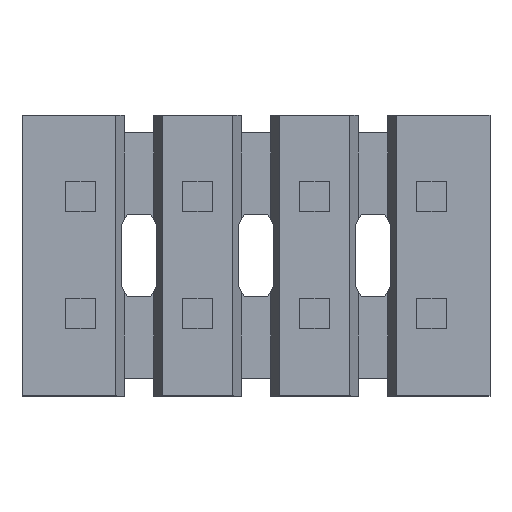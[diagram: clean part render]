
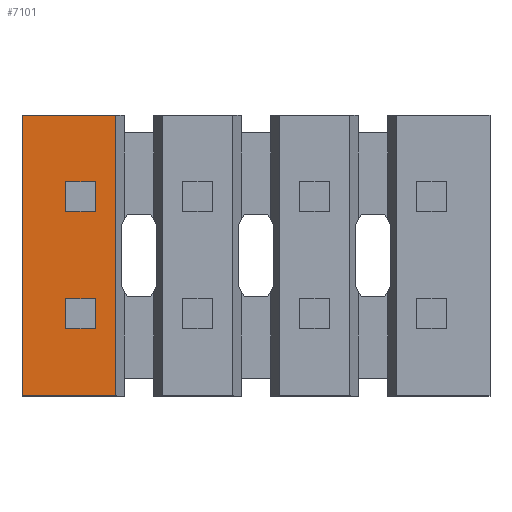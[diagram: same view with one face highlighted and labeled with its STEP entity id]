
A CAD part, top view. The second image highlights one B-rep face of the part: STEP entity #7101.
In plain terms, the highlighted planar face has unit normal (0, 0, 1).
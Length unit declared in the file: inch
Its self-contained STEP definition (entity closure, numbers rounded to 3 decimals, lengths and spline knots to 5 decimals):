
#223=PLANE('',#7560);
#1753=ORIENTED_EDGE('',*,*,#3247,.F.);
#1754=ORIENTED_EDGE('',*,*,#3248,.F.);
#1755=ORIENTED_EDGE('',*,*,#3249,.F.);
#1756=ORIENTED_EDGE('',*,*,#3250,.F.);
#1757=ORIENTED_EDGE('',*,*,#3251,.F.);
#1758=ORIENTED_EDGE('',*,*,#3252,.F.);
#1759=ORIENTED_EDGE('',*,*,#3253,.F.);
#1760=ORIENTED_EDGE('',*,*,#3254,.F.);
#1761=ORIENTED_EDGE('',*,*,#3144,.T.);
#1762=ORIENTED_EDGE('',*,*,#3255,.T.);
#1763=ORIENTED_EDGE('',*,*,#2999,.T.);
#1764=ORIENTED_EDGE('',*,*,#3256,.T.);
#2999=EDGE_CURVE('',#3864,#3863,#4625,.T.);
#3144=EDGE_CURVE('',#3982,#3981,#4767,.T.);
#3247=EDGE_CURVE('',#4045,#4046,#4869,.T.);
#3248=EDGE_CURVE('',#4047,#4045,#4870,.T.);
#3249=EDGE_CURVE('',#4048,#4047,#4871,.T.);
#3250=EDGE_CURVE('',#4046,#4048,#4872,.T.);
#3251=EDGE_CURVE('',#4049,#4050,#4873,.T.);
#3252=EDGE_CURVE('',#4051,#4049,#4874,.T.);
#3253=EDGE_CURVE('',#4052,#4051,#4875,.T.);
#3254=EDGE_CURVE('',#4050,#4052,#4876,.T.);
#3255=EDGE_CURVE('',#3981,#3864,#4877,.T.);
#3256=EDGE_CURVE('',#3863,#3982,#4878,.T.);
#3863=VERTEX_POINT('',#10621);
#3864=VERTEX_POINT('',#10623);
#3981=VERTEX_POINT('',#10909);
#3982=VERTEX_POINT('',#10911);
#4045=VERTEX_POINT('',#11101);
#4046=VERTEX_POINT('',#11102);
#4047=VERTEX_POINT('',#11104);
#4048=VERTEX_POINT('',#11106);
#4049=VERTEX_POINT('',#11109);
#4050=VERTEX_POINT('',#11110);
#4051=VERTEX_POINT('',#11112);
#4052=VERTEX_POINT('',#11114);
#4625=LINE('',#10622,#5557);
#4767=LINE('',#10910,#5699);
#4869=LINE('',#11100,#5801);
#4870=LINE('',#11103,#5802);
#4871=LINE('',#11105,#5803);
#4872=LINE('',#11107,#5804);
#4873=LINE('',#11108,#5805);
#4874=LINE('',#11111,#5806);
#4875=LINE('',#11113,#5807);
#4876=LINE('',#11115,#5808);
#4877=LINE('',#11116,#5809);
#4878=LINE('',#11117,#5810);
#5557=VECTOR('',#8661,39.37008);
#5699=VECTOR('',#8859,39.37008);
#5801=VECTOR('',#9011,39.37008);
#5802=VECTOR('',#9012,39.37008);
#5803=VECTOR('',#9013,39.37008);
#5804=VECTOR('',#9014,39.37008);
#5805=VECTOR('',#9015,39.37008);
#5806=VECTOR('',#9016,39.37008);
#5807=VECTOR('',#9017,39.37008);
#5808=VECTOR('',#9018,39.37008);
#5809=VECTOR('',#9019,39.37008);
#5810=VECTOR('',#9020,39.37008);
#6279=EDGE_LOOP('',(#1753,#1754,#1755,#1756));
#6280=EDGE_LOOP('',(#1757,#1758,#1759,#1760));
#6281=EDGE_LOOP('',(#1761,#1762,#1763,#1764));
#6679=FACE_BOUND('',#6279,.T.);
#6680=FACE_BOUND('',#6280,.T.);
#6681=FACE_BOUND('',#6281,.T.);
#7101=ADVANCED_FACE('',(#6679,#6680,#6681),#223,.T.);
#7560=AXIS2_PLACEMENT_3D('',#11099,#9009,#9010);
#8661=DIRECTION('',(-1.,0.,0.));
#8859=DIRECTION('',(1.,0.,0.));
#9009=DIRECTION('',(0.,0.,1.));
#9010=DIRECTION('',(1.,0.,0.));
#9011=DIRECTION('',(-1.,0.,0.));
#9012=DIRECTION('',(0.,1.,0.));
#9013=DIRECTION('',(1.,0.,0.));
#9014=DIRECTION('',(0.,-1.,0.));
#9015=DIRECTION('',(-1.,0.,0.));
#9016=DIRECTION('',(0.,1.,0.));
#9017=DIRECTION('',(1.,0.,0.));
#9018=DIRECTION('',(0.,-1.,0.));
#9019=DIRECTION('',(0.,1.,0.));
#9020=DIRECTION('',(0.,-1.,0.));
#10621=CARTESIAN_POINT('',(-0.2,0.12,0.05));
#10622=CARTESIAN_POINT('',(0.2,0.12,0.05));
#10623=CARTESIAN_POINT('',(-0.12,0.12,0.05));
#10909=CARTESIAN_POINT('',(-0.12,-0.12,0.05));
#10910=CARTESIAN_POINT('',(-0.2,-0.12,0.05));
#10911=CARTESIAN_POINT('',(-0.2,-0.12,0.05));
#11099=CARTESIAN_POINT('',(0.,0.,0.05));
#11100=CARTESIAN_POINT('',(-0.1375,0.0625,0.05));
#11101=CARTESIAN_POINT('',(-0.1375,0.0625,0.05));
#11102=CARTESIAN_POINT('',(-0.1625,0.0625,0.05));
#11103=CARTESIAN_POINT('',(-0.1375,0.0375,0.05));
#11104=CARTESIAN_POINT('',(-0.1375,0.0375,0.05));
#11105=CARTESIAN_POINT('',(-0.1625,0.0375,0.05));
#11106=CARTESIAN_POINT('',(-0.1625,0.0375,0.05));
#11107=CARTESIAN_POINT('',(-0.1625,0.0625,0.05));
#11108=CARTESIAN_POINT('',(-0.1375,-0.0375,0.05));
#11109=CARTESIAN_POINT('',(-0.1375,-0.0375,0.05));
#11110=CARTESIAN_POINT('',(-0.1625,-0.0375,0.05));
#11111=CARTESIAN_POINT('',(-0.1375,-0.0625,0.05));
#11112=CARTESIAN_POINT('',(-0.1375,-0.0625,0.05));
#11113=CARTESIAN_POINT('',(-0.1625,-0.0625,0.05));
#11114=CARTESIAN_POINT('',(-0.1625,-0.0625,0.05));
#11115=CARTESIAN_POINT('',(-0.1625,-0.0375,0.05));
#11116=CARTESIAN_POINT('',(-0.12,0.,0.05));
#11117=CARTESIAN_POINT('',(-0.2,0.12,0.05));
